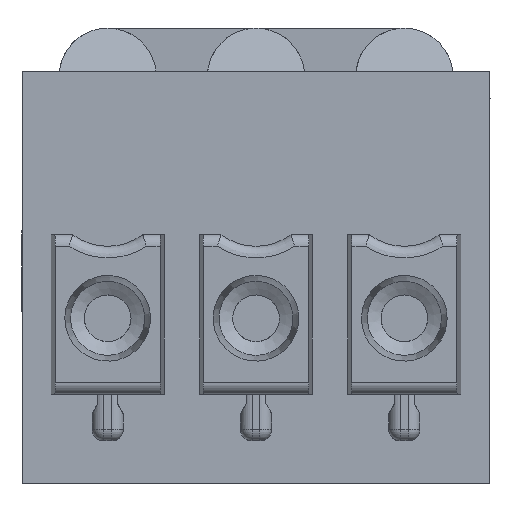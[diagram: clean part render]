
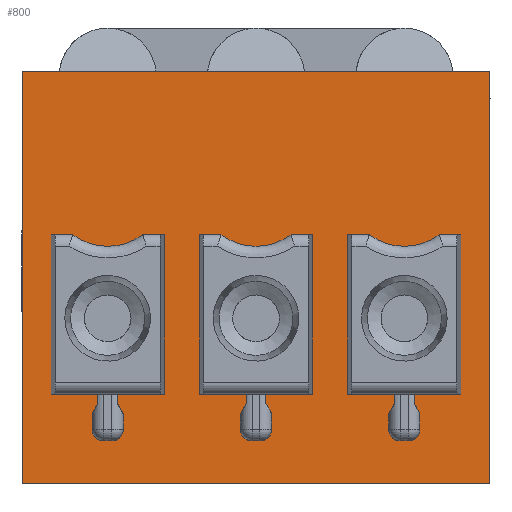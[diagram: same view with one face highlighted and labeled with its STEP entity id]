
A CAD part, front view. The second image highlights one B-rep face of the part: STEP entity #800.
In plain terms, the highlighted planar face has unit normal (0, -1, 0).
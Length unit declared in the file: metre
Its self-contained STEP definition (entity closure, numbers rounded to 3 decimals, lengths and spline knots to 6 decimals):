
#800=ADVANCED_FACE('',(#1717,#1718,#1719,#1720),#1721,.T.);
#1717=FACE_BOUND('',#2752,.T.);
#1718=FACE_BOUND('',#2753,.T.);
#1719=FACE_OUTER_BOUND('',#2754,.T.);
#1720=FACE_BOUND('',#2755,.T.);
#1721=PLANE('',#2756);
#2752=EDGE_LOOP('',(#5119,#5120,#5121,#5122,#5123,#5124));
#2753=EDGE_LOOP('',(#5125,#5126,#5127,#5128,#5129,#5130));
#2754=EDGE_LOOP('',(#5131,#5132,#5133,#5134));
#2755=EDGE_LOOP('',(#5135,#5136,#5137,#5138,#5139,#5140));
#2756=AXIS2_PLACEMENT_3D('',#5141,#5142,#5143);
#5119=ORIENTED_EDGE('',*,*,#6608,.F.);
#5120=ORIENTED_EDGE('',*,*,#6522,.F.);
#5121=ORIENTED_EDGE('',*,*,#7048,.F.);
#5122=ORIENTED_EDGE('',*,*,#7049,.F.);
#5123=ORIENTED_EDGE('',*,*,#6621,.F.);
#5124=ORIENTED_EDGE('',*,*,#6144,.F.);
#5125=ORIENTED_EDGE('',*,*,#6477,.T.);
#5126=ORIENTED_EDGE('',*,*,#6442,.T.);
#5127=ORIENTED_EDGE('',*,*,#6285,.T.);
#5128=ORIENTED_EDGE('',*,*,#6883,.T.);
#5129=ORIENTED_EDGE('',*,*,#6151,.T.);
#5130=ORIENTED_EDGE('',*,*,#6269,.T.);
#5131=ORIENTED_EDGE('',*,*,#7050,.F.);
#5132=ORIENTED_EDGE('',*,*,#6784,.F.);
#5133=ORIENTED_EDGE('',*,*,#6982,.T.);
#5134=ORIENTED_EDGE('',*,*,#6650,.T.);
#5135=ORIENTED_EDGE('',*,*,#7051,.T.);
#5136=ORIENTED_EDGE('',*,*,#7052,.T.);
#5137=ORIENTED_EDGE('',*,*,#6311,.T.);
#5138=ORIENTED_EDGE('',*,*,#6544,.T.);
#5139=ORIENTED_EDGE('',*,*,#6295,.T.);
#5140=ORIENTED_EDGE('',*,*,#6860,.T.);
#5141=CARTESIAN_POINT('',(0.0113,0.,-0.0106));
#5142=DIRECTION('',(0.,-1.0,0.));
#5143=DIRECTION('',(-1.0,0.,0.));
#6144=EDGE_CURVE('',#7362,#7365,#7366,.T.);
#6151=EDGE_CURVE('',#7371,#7376,#7378,.F.);
#6269=EDGE_CURVE('',#7376,#7584,#7586,.T.);
#6285=EDGE_CURVE('',#7606,#7614,#7616,.F.);
#6295=EDGE_CURVE('',#7627,#7632,#7634,.F.);
#6311=EDGE_CURVE('',#7652,#7660,#7662,.F.);
#6442=EDGE_CURVE('',#7871,#7606,#7875,.T.);
#6477=EDGE_CURVE('',#7584,#7871,#7930,.T.);
#6522=EDGE_CURVE('',#7992,#7995,#7996,.T.);
#6544=EDGE_CURVE('',#7660,#7627,#8031,.T.);
#6608=EDGE_CURVE('',#7995,#7362,#8132,.T.);
#6621=EDGE_CURVE('',#7365,#8150,#8151,.F.);
#6650=EDGE_CURVE('',#8200,#8197,#8201,.T.);
#6784=EDGE_CURVE('',#8394,#8396,#8397,.T.);
#6860=EDGE_CURVE('',#7632,#8501,#8503,.T.);
#6883=EDGE_CURVE('',#7614,#7371,#8534,.T.);
#6982=EDGE_CURVE('',#8394,#8200,#8663,.T.);
#7048=EDGE_CURVE('',#8743,#7992,#8744,.F.);
#7049=EDGE_CURVE('',#8150,#8743,#8745,.T.);
#7050=EDGE_CURVE('',#8396,#8197,#8746,.T.);
#7051=EDGE_CURVE('',#8501,#8747,#8748,.T.);
#7052=EDGE_CURVE('',#8747,#7652,#8749,.T.);
#7362=VERTEX_POINT('',#9134);
#7365=VERTEX_POINT('',#9138);
#7366=LINE('',#9139,#9140);
#7371=VERTEX_POINT('',#9147);
#7376=VERTEX_POINT('',#9153);
#7378=CIRCLE('',#9156,0.0015);
#7584=VERTEX_POINT('',#9441);
#7586=LINE('',#9444,#9445);
#7606=VERTEX_POINT('',#9475);
#7614=VERTEX_POINT('',#9485);
#7616=LINE('',#9488,#9489);
#7627=VERTEX_POINT('',#9504);
#7632=VERTEX_POINT('',#9510);
#7634=CIRCLE('',#9513,0.0015);
#7652=VERTEX_POINT('',#9538);
#7660=VERTEX_POINT('',#9548);
#7662=LINE('',#9551,#9552);
#7871=VERTEX_POINT('',#9856);
#7875=LINE('',#9862,#9863);
#7930=LINE('',#9939,#9940);
#7992=VERTEX_POINT('',#10032);
#7995=VERTEX_POINT('',#10036);
#7996=LINE('',#10037,#10038);
#8031=LINE('',#10085,#10086);
#8132=LINE('',#10238,#10239);
#8150=VERTEX_POINT('',#10262);
#8151=LINE('',#10263,#10264);
#8197=VERTEX_POINT('',#10326);
#8200=VERTEX_POINT('',#10330);
#8201=LINE('',#10331,#10332);
#8394=VERTEX_POINT('',#10679);
#8396=VERTEX_POINT('',#10682);
#8397=LINE('',#10683,#10684);
#8501=VERTEX_POINT('',#10847);
#8503=LINE('',#10850,#10851);
#8534=LINE('',#10897,#10898);
#8663=LINE('',#11089,#11090);
#8743=VERTEX_POINT('',#11223);
#8744=CIRCLE('',#11224,0.0015);
#8745=LINE('',#11225,#11226);
#8746=LINE('',#11227,#11228);
#8747=VERTEX_POINT('',#11229);
#8748=LINE('',#11230,#11231);
#8749=LINE('',#11232,#11233);
#9134=CARTESIAN_POINT('',(0.01169,0.,-0.0083));
#9138=CARTESIAN_POINT('',(0.01459,0.,-0.0083));
#9139=CARTESIAN_POINT('',(0.02189,0.,-0.0083));
#9140=VECTOR('',#11619,1.0);
#9147=CARTESIAN_POINT('',(0.01986,0.,-0.0042));
#9153=CARTESIAN_POINT('',(0.02166,0.,-0.0042));
#9156=AXIS2_PLACEMENT_3D('',#11627,#11628,#11629);
#9441=CARTESIAN_POINT('',(0.02221,0.,-0.0042));
#9444=CARTESIAN_POINT('',(0.01201,0.,-0.0042));
#9445=VECTOR('',#11772,1.0);
#9475=CARTESIAN_POINT('',(0.01931,0.,-0.0083));
#9485=CARTESIAN_POINT('',(0.01931,0.,-0.0042));
#9488=CARTESIAN_POINT('',(0.01931,0.,-0.0053));
#9489=VECTOR('',#11797,1.0);
#9504=CARTESIAN_POINT('',(0.01605,0.,-0.0042));
#9510=CARTESIAN_POINT('',(0.01785,0.,-0.0042));
#9513=AXIS2_PLACEMENT_3D('',#11807,#11808,#11809);
#9538=CARTESIAN_POINT('',(0.0155,0.,-0.0083));
#9548=CARTESIAN_POINT('',(0.0155,0.0,-0.0042));
#9551=CARTESIAN_POINT('',(0.0155,0.,-0.0053));
#9552=VECTOR('',#11826,1.0);
#9856=CARTESIAN_POINT('',(0.02221,0.,-0.0083));
#9862=CARTESIAN_POINT('',(0.01201,0.,-0.0083));
#9863=VECTOR('',#11957,1.0);
#9939=CARTESIAN_POINT('',(0.02221,0.,-0.0053));
#9940=VECTOR('',#12004,1.0);
#10032=CARTESIAN_POINT('',(0.01224,0.,-0.0042));
#10036=CARTESIAN_POINT('',(0.01169,0.,-0.0042));
#10037=CARTESIAN_POINT('',(0.02189,0.,-0.0042));
#10038=VECTOR('',#12049,1.0);
#10085=CARTESIAN_POINT('',(0.0082,0.,-0.0042));
#10086=VECTOR('',#12077,1.0);
#10238=CARTESIAN_POINT('',(0.01169,0.,-0.0053));
#10239=VECTOR('',#12131,1.0);
#10262=CARTESIAN_POINT('',(0.01459,0.,-0.0042));
#10263=CARTESIAN_POINT('',(0.01459,0.,-0.0053));
#10264=VECTOR('',#12149,1.0);
#10326=CARTESIAN_POINT('',(0.02296,0.,-0.0106));
#10330=CARTESIAN_POINT('',(0.01094,0.,-0.0106));
#10331=CARTESIAN_POINT('',(0.0113,0.,-0.0106));
#10332=VECTOR('',#12185,1.0);
#10679=CARTESIAN_POINT('',(0.01094,0.0,0.));
#10682=CARTESIAN_POINT('',(0.02296,0.,0.));
#10683=CARTESIAN_POINT('',(0.0113,0.0,0.));
#10684=VECTOR('',#12319,1.0);
#10847=CARTESIAN_POINT('',(0.0184,0.,-0.0042));
#10850=CARTESIAN_POINT('',(0.0082,0.,-0.0042));
#10851=VECTOR('',#12401,1.0);
#10897=CARTESIAN_POINT('',(0.01201,0.,-0.0042));
#10898=VECTOR('',#12417,1.0);
#11089=CARTESIAN_POINT('',(0.01094,0.,-0.0106));
#11090=VECTOR('',#12515,1.0);
#11223=CARTESIAN_POINT('',(0.01404,0.,-0.0042));
#11224=AXIS2_PLACEMENT_3D('',#12567,#12568,#12569);
#11225=CARTESIAN_POINT('',(0.02189,0.,-0.0042));
#11226=VECTOR('',#12570,1.0);
#11227=CARTESIAN_POINT('',(0.02296,0.,-0.0106));
#11228=VECTOR('',#12571,1.0);
#11229=CARTESIAN_POINT('',(0.0184,0.,-0.0083));
#11230=CARTESIAN_POINT('',(0.0184,0.,-0.0053));
#11231=VECTOR('',#12572,1.0);
#11232=CARTESIAN_POINT('',(0.0082,0.,-0.0083));
#11233=VECTOR('',#12573,1.0);
#11619=DIRECTION('',(1.0,0.,0.));
#11627=CARTESIAN_POINT('',(0.02076,0.,-0.003));
#11628=DIRECTION('',(0.,1.0,0.));
#11629=DIRECTION('',(1.0,0.,0.));
#11772=DIRECTION('',(1.0,0.,0.));
#11797=DIRECTION('',(0.,0.,-1.0));
#11807=CARTESIAN_POINT('',(0.01695,0.,-0.003));
#11808=DIRECTION('',(0.,1.0,0.));
#11809=DIRECTION('',(1.0,0.,0.));
#11826=DIRECTION('',(0.,0.,-1.0));
#11957=DIRECTION('',(-1.0,0.,0.));
#12004=DIRECTION('',(0.,0.,-1.0));
#12049=DIRECTION('',(-1.0,0.,0.));
#12077=DIRECTION('',(1.0,0.,0.));
#12131=DIRECTION('',(0.,0.,-1.0));
#12149=DIRECTION('',(0.,0.,-1.0));
#12185=DIRECTION('',(1.0,0.,0.));
#12319=DIRECTION('',(1.0,0.,0.));
#12401=DIRECTION('',(1.0,0.,0.));
#12417=DIRECTION('',(1.0,0.,0.));
#12515=DIRECTION('',(0.,0.,-1.0));
#12567=CARTESIAN_POINT('',(0.01314,0.,-0.003));
#12568=DIRECTION('',(0.,-1.0,0.));
#12569=DIRECTION('',(-1.0,0.,0.));
#12570=DIRECTION('',(-1.0,0.,0.));
#12571=DIRECTION('',(0.,0.,-1.0));
#12572=DIRECTION('',(0.,0.,-1.0));
#12573=DIRECTION('',(-1.0,0.,0.));
